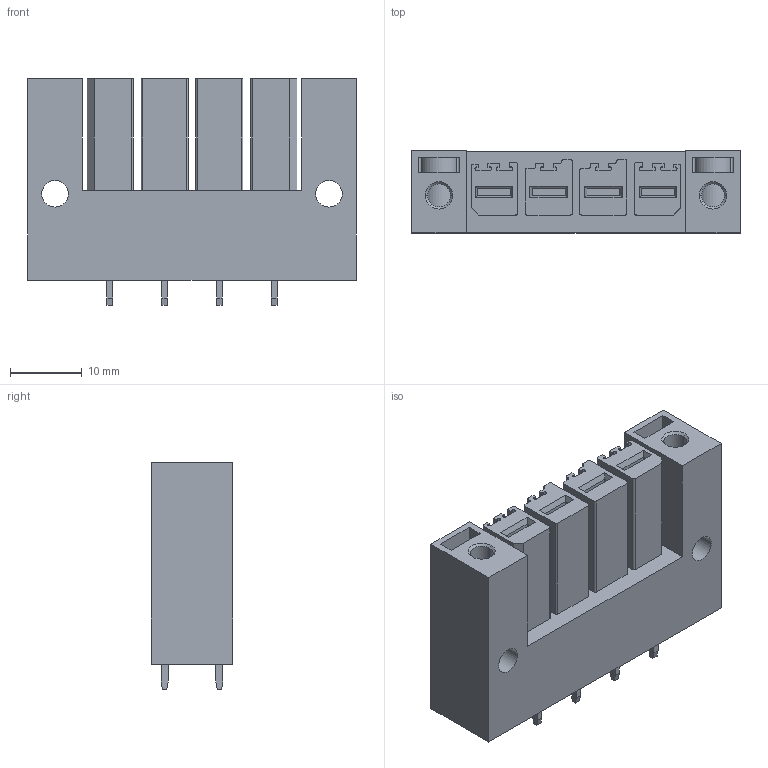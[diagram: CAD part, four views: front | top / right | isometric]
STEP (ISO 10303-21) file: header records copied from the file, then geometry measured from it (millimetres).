
FILE_DESCRIPTION(('CATIA V5 STEP','CAx-IF Rec.Pracs.--- Model Styling and Organization---1.2---2011-12-15'),'2;1');
FILE_NAME ('D1459286_0_1928750000_1928750000.stp','2018-09-06T05:05:16+00:00',('none'),('Weidmueller'),'CATIA Version 5-6 Release 2014','CATIA V5 STEP AP214','none');
FILE_SCHEMA(('AUTOMOTIVE_DESIGN { 1 0 10303 214 1 1 1 1 }'));
Length unit declared in the file: millimetre
Products named in the file (1): 1928750000
Bounding box: 45.72 x 11.4 x 31.5 mm (x, y, z)
Volume: 10099.7 mm3; surface area: 7232.9 mm2
Topology: 9 solids, 9 shells, 252 faces, 646 edges, 424 vertices
Faces by surface type: plane 192, cylinder 56, cone 4
Entity records: 7054 total; most frequent: ORIENTED_EDGE 1292, CARTESIAN_POINT 1254, DIRECTION 964, EDGE_CURVE 646, VECTOR 514, LINE 514, VERTEX_POINT 424, AXIS2_PLACEMENT_3D 284
